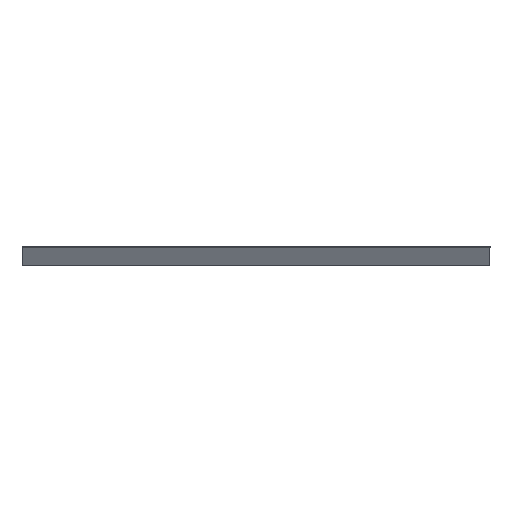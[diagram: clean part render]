
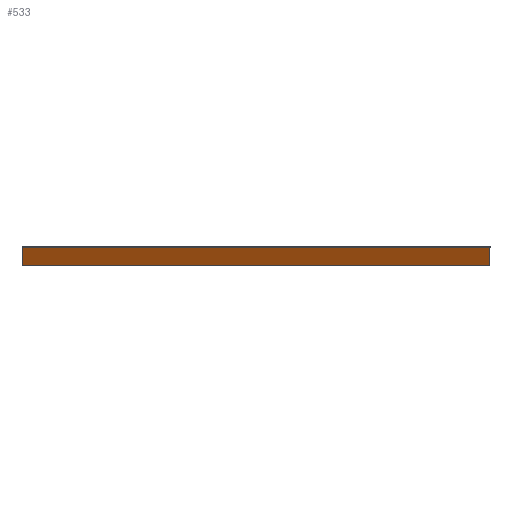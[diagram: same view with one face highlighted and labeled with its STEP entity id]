
A CAD part, front view. The second image highlights one B-rep face of the part: STEP entity #533.
In plain terms, the highlighted planar face has unit normal (0, 0.866, 0.5).
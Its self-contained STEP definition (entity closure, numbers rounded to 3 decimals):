
#19=PLANE('',#620);
#61=FACE_OUTER_BOUND('',#83,.T.);
#83=EDGE_LOOP('',(#471,#472,#473,#474));
#127=LINE('',#884,#199);
#128=LINE('',#886,#200);
#129=LINE('',#888,#201);
#130=LINE('',#889,#202);
#199=VECTOR('',#712,58.38);
#200=VECTOR('',#713,1308.);
#201=VECTOR('',#714,58.38);
#202=VECTOR('',#715,1308.);
#295=VERTEX_POINT('',#882);
#296=VERTEX_POINT('',#883);
#297=VERTEX_POINT('',#885);
#298=VERTEX_POINT('',#887);
#383=EDGE_CURVE('',#295,#296,#127,.T.);
#384=EDGE_CURVE('',#296,#297,#128,.T.);
#385=EDGE_CURVE('',#297,#298,#129,.T.);
#386=EDGE_CURVE('',#298,#295,#130,.T.);
#471=ORIENTED_EDGE('',*,*,#383,.T.);
#472=ORIENTED_EDGE('',*,*,#384,.T.);
#473=ORIENTED_EDGE('',*,*,#385,.T.);
#474=ORIENTED_EDGE('',*,*,#386,.T.);
#533=ADVANCED_FACE('',(#61),#19,.T.);
#620=AXIS2_PLACEMENT_3D('',#881,#710,#711);
#710=DIRECTION('center_axis',(0.,0.866,0.5));
#711=DIRECTION('ref_axis',(1.,0.,0.));
#712=DIRECTION('',(0.,0.5,-0.866));
#713=DIRECTION('',(-1.,0.,0.));
#714=DIRECTION('',(0.,-0.5,0.866));
#715=DIRECTION('',(1.,0.,0.));
#881=CARTESIAN_POINT('Origin',(-7.86,1063.61,55.795));
#882=CARTESIAN_POINT('',(646.14,1063.61,55.795));
#883=CARTESIAN_POINT('',(646.14,1092.8,5.237));
#884=CARTESIAN_POINT('',(646.14,1063.61,55.795));
#885=CARTESIAN_POINT('',(-661.86,1092.8,5.237));
#886=CARTESIAN_POINT('',(646.14,1092.8,5.237));
#887=CARTESIAN_POINT('',(-661.86,1063.61,55.795));
#888=CARTESIAN_POINT('',(-661.86,1092.8,5.237));
#889=CARTESIAN_POINT('',(-661.86,1063.61,55.795));
